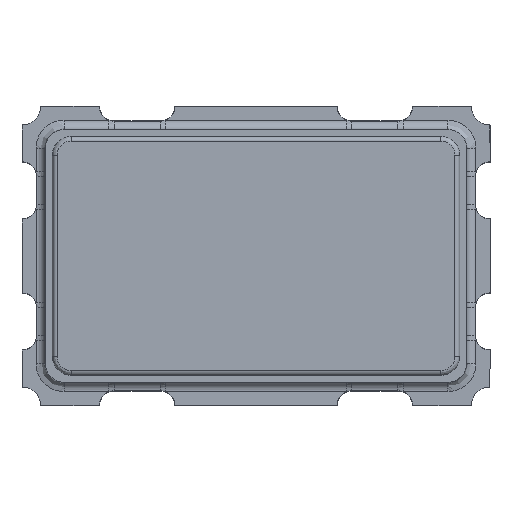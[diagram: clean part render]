
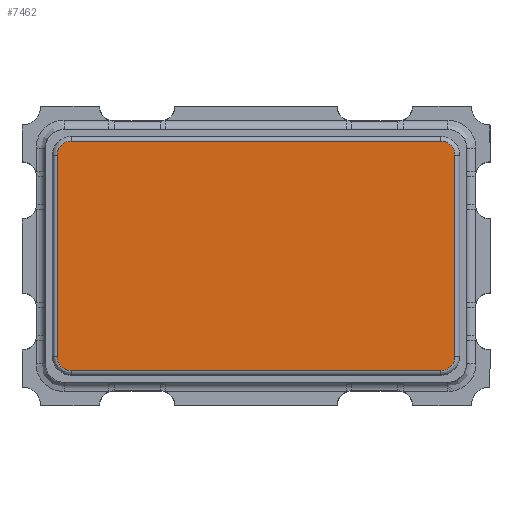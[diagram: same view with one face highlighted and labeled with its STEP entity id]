
A CAD part, top view. The second image highlights one B-rep face of the part: STEP entity #7462.
In plain terms, the highlighted planar face has unit normal (0, 0, 1).
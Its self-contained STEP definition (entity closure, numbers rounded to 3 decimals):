
#179 = ORIENTED_EDGE ( 'NONE', *, *, #6392, .F. ) ;
#192 = LINE ( 'NONE', #813, #8347 ) ;
#200 = LINE ( 'NONE', #1537, #4319 ) ;
#677 = PLANE ( 'NONE',  #2170 ) ;
#730 = CARTESIAN_POINT ( 'NONE',  ( -2.125, 1.163, 1.2 ) ) ;
#813 = CARTESIAN_POINT ( 'NONE',  ( -1.975, 1.225, 1.2 ) ) ;
#917 = VERTEX_POINT ( 'NONE', #4823 ) ;
#991 = CARTESIAN_POINT ( 'NONE',  ( -2.125, -1.163, 1.2 ) ) ;
#1277 = CARTESIAN_POINT ( 'NONE',  ( 2.063, 1.225, 1.2 ) ) ;
#1337 = LINE ( 'NONE', #3272, #7438 ) ;
#1537 = CARTESIAN_POINT ( 'NONE',  ( -2.125, -1.075, 1.2 ) ) ;
#1572 = CARTESIAN_POINT ( 'NONE',  ( 2.125, -1.075, 1.2 ) ) ;
#1607 = CARTESIAN_POINT ( 'NONE',  ( -1.975, -1.225, 1.2 ) ) ;
#1638 = CARTESIAN_POINT ( 'NONE',  ( 1.975, -1.225, 1.2 ) ) ;
#1789 = ORIENTED_EDGE ( 'NONE', *, *, #8000, .F. ) ;
#1893 = CARTESIAN_POINT ( 'NONE',  ( -2.063, 1.225, 1.2 ) ) ;
#2003 = DIRECTION ( 'NONE',  ( 1., 0., 0. ) ) ;
#2063 = CARTESIAN_POINT ( 'NONE',  ( -1.975, -1.225, 1.2 ) ) ;
#2170 = AXIS2_PLACEMENT_3D ( 'NONE', #6927, #2842, #2003 ) ;
#2294 = CARTESIAN_POINT ( 'NONE',  ( 2.063, -1.225, 1.2 ) ) ;
#2641 =( BOUNDED_CURVE ( )  B_SPLINE_CURVE ( 3, ( #1607, #6483, #991, #7102 ),
 .UNSPECIFIED., .F., .T. ) 
 B_SPLINE_CURVE_WITH_KNOTS ( ( 4, 4 ),
 ( 0., 1. ),
 .UNSPECIFIED. ) 
 CURVE ( )  GEOMETRIC_REPRESENTATION_ITEM ( )  RATIONAL_B_SPLINE_CURVE ( ( 1., 0.805, 0.805, 1. ) ) 
 REPRESENTATION_ITEM ( '' )  );
#2842 = DIRECTION ( 'NONE',  ( 0., 0., 1. ) ) ;
#2864 = CARTESIAN_POINT ( 'NONE',  ( -2.125, -1.075, 1.2 ) ) ;
#2902 = EDGE_CURVE ( 'NONE', #3561, #5243, #200, .T. ) ;
#3049 = VERTEX_POINT ( 'NONE', #7532 ) ;
#3262 =( BOUNDED_CURVE ( )  B_SPLINE_CURVE ( 3, ( #6808, #730, #1893, #4601 ),
 .UNSPECIFIED., .F., .T. ) 
 B_SPLINE_CURVE_WITH_KNOTS ( ( 4, 4 ),
 ( 0., 1. ),
 .UNSPECIFIED. ) 
 CURVE ( )  GEOMETRIC_REPRESENTATION_ITEM ( )  RATIONAL_B_SPLINE_CURVE ( ( 1., 0.805, 0.805, 1. ) ) 
 REPRESENTATION_ITEM ( '' )  );
#3272 = CARTESIAN_POINT ( 'NONE',  ( 2.125, -1.075, 1.2 ) ) ;
#3307 = CARTESIAN_POINT ( 'NONE',  ( 1.975, 1.225, 1.2 ) ) ;
#3549 = CARTESIAN_POINT ( 'NONE',  ( 1.975, -1.225, 1.2 ) ) ;
#3561 = VERTEX_POINT ( 'NONE', #2864 ) ;
#3675 = EDGE_CURVE ( 'NONE', #4758, #917, #3970, .T. ) ;
#3769 = ORIENTED_EDGE ( 'NONE', *, *, #2902, .F. ) ;
#3970 = LINE ( 'NONE', #2063, #4762 ) ;
#4173 =( BOUNDED_CURVE ( )  B_SPLINE_CURVE ( 3, ( #7752, #4210, #2294, #1638 ),
 .UNSPECIFIED., .F., .T. ) 
 B_SPLINE_CURVE_WITH_KNOTS ( ( 4, 4 ),
 ( 0., 1. ),
 .UNSPECIFIED. ) 
 CURVE ( )  GEOMETRIC_REPRESENTATION_ITEM ( )  RATIONAL_B_SPLINE_CURVE ( ( 1., 0.805, 0.805, 1. ) ) 
 REPRESENTATION_ITEM ( '' )  );
#4210 = CARTESIAN_POINT ( 'NONE',  ( 2.125, -1.163, 1.2 ) ) ;
#4226 = EDGE_LOOP ( 'NONE', ( #4947, #5121, #4839, #5963, #3769, #1789, #8496, #179 ) ) ;
#4319 = VECTOR ( 'NONE', #6984, 1000. ) ;
#4601 = CARTESIAN_POINT ( 'NONE',  ( -1.975, 1.225, 1.2 ) ) ;
#4758 = VERTEX_POINT ( 'NONE', #3549 ) ;
#4762 = VECTOR ( 'NONE', #6666, 1000. ) ;
#4823 = CARTESIAN_POINT ( 'NONE',  ( -1.975, -1.225, 1.2 ) ) ;
#4839 = ORIENTED_EDGE ( 'NONE', *, *, #6096, .F. ) ;
#4947 = ORIENTED_EDGE ( 'NONE', *, *, #8542, .F. ) ;
#5121 = ORIENTED_EDGE ( 'NONE', *, *, #5658, .F. ) ;
#5243 = VERTEX_POINT ( 'NONE', #6546 ) ;
#5658 = EDGE_CURVE ( 'NONE', #6718, #7665, #7565, .T. ) ;
#5739 = EDGE_CURVE ( 'NONE', #5243, #3049, #3262, .T. ) ;
#5963 = ORIENTED_EDGE ( 'NONE', *, *, #5739, .F. ) ;
#6051 = CARTESIAN_POINT ( 'NONE',  ( 1.975, 1.225, 1.2 ) ) ;
#6096 = EDGE_CURVE ( 'NONE', #3049, #6718, #192, .T. ) ;
#6392 = EDGE_CURVE ( 'NONE', #8041, #4758, #4173, .T. ) ;
#6483 = CARTESIAN_POINT ( 'NONE',  ( -2.063, -1.225, 1.2 ) ) ;
#6546 = CARTESIAN_POINT ( 'NONE',  ( -2.125, 1.075, 1.2 ) ) ;
#6666 = DIRECTION ( 'NONE',  ( -1., 0., 0. ) ) ;
#6718 = VERTEX_POINT ( 'NONE', #3307 ) ;
#6808 = CARTESIAN_POINT ( 'NONE',  ( -2.125, 1.075, 1.2 ) ) ;
#6927 = CARTESIAN_POINT ( 'NONE',  ( -1.975, -1.075, 1.2 ) ) ;
#6936 = DIRECTION ( 'NONE',  ( 1., 0., 0. ) ) ;
#6984 = DIRECTION ( 'NONE',  ( 0., 1., 0. ) ) ;
#7102 = CARTESIAN_POINT ( 'NONE',  ( -2.125, -1.075, 1.2 ) ) ;
#7424 = CARTESIAN_POINT ( 'NONE',  ( 2.125, 1.075, 1.2 ) ) ;
#7438 = VECTOR ( 'NONE', #8629, 1000. ) ;
#7462 = ADVANCED_FACE ( 'NONE', ( #8162 ), #677, .T. ) ;
#7532 = CARTESIAN_POINT ( 'NONE',  ( -1.975, 1.225, 1.2 ) ) ;
#7562 = CARTESIAN_POINT ( 'NONE',  ( 2.125, 1.075, 1.2 ) ) ;
#7565 =( BOUNDED_CURVE ( )  B_SPLINE_CURVE ( 3, ( #6051, #1277, #8705, #7424 ),
 .UNSPECIFIED., .F., .T. ) 
 B_SPLINE_CURVE_WITH_KNOTS ( ( 4, 4 ),
 ( 0., 1. ),
 .UNSPECIFIED. ) 
 CURVE ( )  GEOMETRIC_REPRESENTATION_ITEM ( )  RATIONAL_B_SPLINE_CURVE ( ( 1., 0.805, 0.805, 1. ) ) 
 REPRESENTATION_ITEM ( '' )  );
#7665 = VERTEX_POINT ( 'NONE', #7562 ) ;
#7752 = CARTESIAN_POINT ( 'NONE',  ( 2.125, -1.075, 1.2 ) ) ;
#8000 = EDGE_CURVE ( 'NONE', #917, #3561, #2641, .T. ) ;
#8041 = VERTEX_POINT ( 'NONE', #1572 ) ;
#8162 = FACE_OUTER_BOUND ( 'NONE', #4226, .T. ) ;
#8347 = VECTOR ( 'NONE', #6936, 1000. ) ;
#8496 = ORIENTED_EDGE ( 'NONE', *, *, #3675, .F. ) ;
#8542 = EDGE_CURVE ( 'NONE', #7665, #8041, #1337, .T. ) ;
#8629 = DIRECTION ( 'NONE',  ( 0., -1., 0. ) ) ;
#8705 = CARTESIAN_POINT ( 'NONE',  ( 2.125, 1.163, 1.2 ) ) ;
